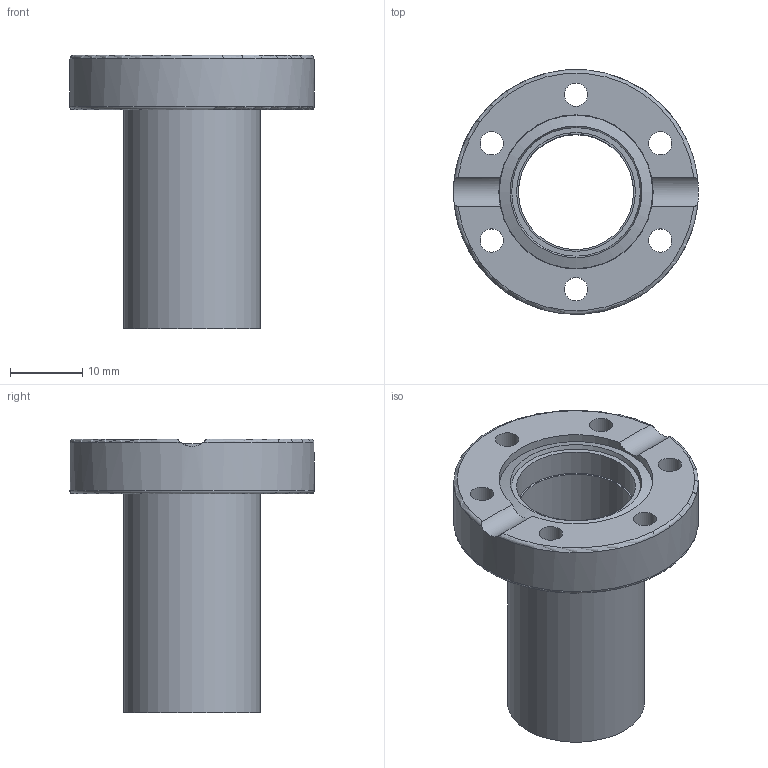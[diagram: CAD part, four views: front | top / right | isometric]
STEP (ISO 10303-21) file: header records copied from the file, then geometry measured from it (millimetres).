
FILE_DESCRIPTION((''),'2;1');
FILE_NAME('TU16RT-316LNS.stp','2009-04-09T13:04:27',('hasers'),(''),'Autodesk Inventor 2008','Autodesk Inventor 2008','');
FILE_SCHEMA(('AUTOMOTIVE_DESIGN { 1 0 10303 214 1 1 1 1 }'));
Length unit declared in the file: millimetre
Products named in the file (4): TU16RT-316LNS; CF-R [Subject [Summary]=-316LNS][Title [Summary]=F16RIB19]; CF-R [Subject [Summary]=-316LNS][Title [Summary]=F16ROT]; Rohre [Subject [Summary]=normal][Keywords [Summary]=1.4404][Title [Summary]=19x1,5 (0,5m)]_2
Assembly tree (3 placements, depth 2):
  TU16RT-316LNS
    CF-R [Subject [Summary]=-316LNS][Title [Summary]=F16RIB19]
    CF-R [Subject [Summary]=-316LNS][Title [Summary]=F16ROT]
    Rohre [Subject [Summary]=normal][Keywords [Summary]=1.4404][Title [Summary]=19x1,5 (0,5m)]_2
Bounding box: 34 x 33.98 x 38 mm (x, y, z)
Volume: 7183.7 mm3; surface area: 7541.1 mm2
Topology: 3 solids, 3 shells, 37 faces, 89 edges, 59 vertices
Faces by surface type: bspline 13, torus 7, plane 7, cylinder 7, cone 3
Full cylindrical faces by diameter (mm): 16 x1, 19 x1, 21.3 x1, 22 x1, 34 x1
Entity records: 1269 total; most frequent: CARTESIAN_POINT 455, DIRECTION 150, ORIENTED_EDGE 108, EDGE_LOOP 80, AXIS2_PLACEMENT_3D 73, EDGE_CURVE 54, VERTEX_POINT 48, FACE_BOUND 43
